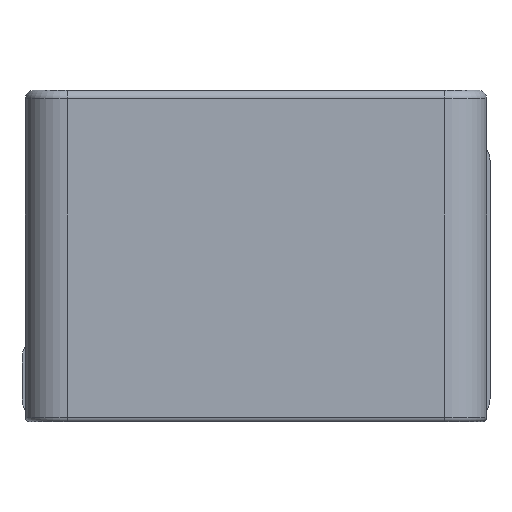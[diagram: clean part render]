
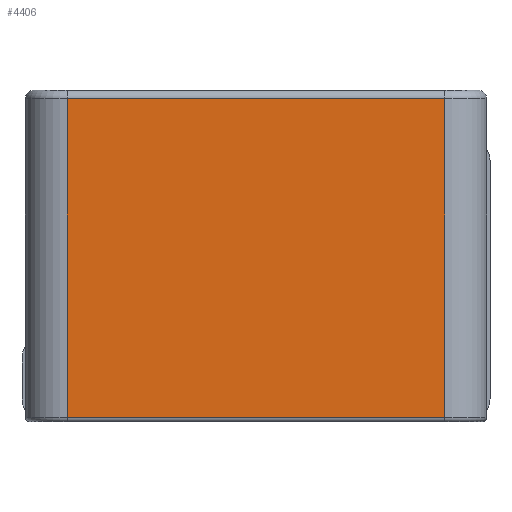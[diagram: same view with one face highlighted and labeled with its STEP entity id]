
A CAD part, front view. The second image highlights one B-rep face of the part: STEP entity #4406.
In plain terms, the highlighted face is planar.
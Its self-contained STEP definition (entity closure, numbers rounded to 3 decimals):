
#202=PLANE('',#4618);
#415=LINE('',#6397,#762);
#423=LINE('',#6429,#770);
#424=LINE('',#6433,#771);
#434=LINE('',#6453,#781);
#762=VECTOR('',#5056,1000.);
#770=VECTOR('',#5094,1000.);
#771=VECTOR('',#5099,1000.);
#781=VECTOR('',#5117,1000.);
#1304=ORIENTED_EDGE('',*,*,#2116,.F.);
#1305=ORIENTED_EDGE('',*,*,#2100,.F.);
#1306=ORIENTED_EDGE('',*,*,#2118,.T.);
#1307=ORIENTED_EDGE('',*,*,#2129,.T.);
#2100=EDGE_CURVE('',#2529,#2531,#415,.T.);
#2116=EDGE_CURVE('',#2531,#2540,#423,.T.);
#2118=EDGE_CURVE('',#2529,#2541,#424,.T.);
#2129=EDGE_CURVE('',#2541,#2540,#434,.T.);
#2529=VERTEX_POINT('',#6390);
#2531=VERTEX_POINT('',#6398);
#2540=VERTEX_POINT('',#6430);
#2541=VERTEX_POINT('',#6434);
#2784=EDGE_LOOP('',(#1304,#1305,#1306,#1307));
#2975=FACE_BOUND('',#2784,.T.);
#4406=ADVANCED_FACE('',(#2975),#202,.F.);
#4618=AXIS2_PLACEMENT_3D('',#6452,#5115,#5116);
#5056=DIRECTION('',(0.,1.,0.));
#5094=DIRECTION('',(0.,0.,-1.));
#5099=DIRECTION('',(0.,0.,-1.));
#5115=DIRECTION('',(-1.,0.,0.));
#5116=DIRECTION('',(0.,0.,1.));
#5117=DIRECTION('',(0.,1.,0.));
#6390=CARTESIAN_POINT('',(2.65,-2.25,3.05));
#6397=CARTESIAN_POINT('',(2.65,-2.25,3.05));
#6398=CARTESIAN_POINT('',(2.65,2.25,3.05));
#6429=CARTESIAN_POINT('',(2.65,2.25,3.15));
#6430=CARTESIAN_POINT('',(2.65,2.25,-0.75));
#6433=CARTESIAN_POINT('',(2.65,-2.25,3.15));
#6434=CARTESIAN_POINT('',(2.65,-2.25,-0.75));
#6452=CARTESIAN_POINT('',(2.65,-2.75,3.15));
#6453=CARTESIAN_POINT('',(2.65,-2.75,-0.75));
